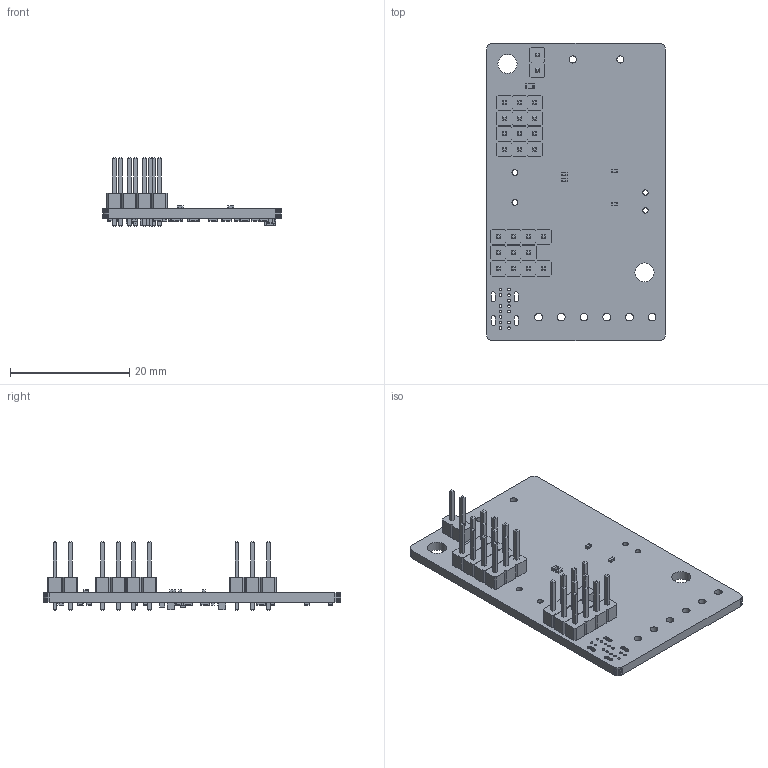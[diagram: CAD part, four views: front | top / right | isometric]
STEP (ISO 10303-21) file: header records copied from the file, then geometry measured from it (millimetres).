
FILE_DESCRIPTION(('KiCad electronic assembly'),'2;1');
FILE_NAME('chronos-polaris-hardware.step','2023-10-25T18:47:43',( 'Pcbnew'),('Kicad'),'Open CASCADE STEP processor 7.6', 'KiCad to STEP converter','Unknown');
FILE_SCHEMA(('AUTOMOTIVE_DESIGN { 1 0 10303 214 1 1 1 1 }'));
Length unit declared in the file: millimetre
Products named in the file (16): chronos-polaris-hardware 1; C_0402_1005Metric; SOLID; R_0603_1608Metric; PinHeader_1x02_P2.54mm_Vertical; PinHeader_1x03_P2.54mm_Vertical; PinHeader_1x04_P2.54mm_Vertical; C_0603_1608Metric; C_0805_2012Metric; chronos-polaris-hardware PCB
Assembly tree (49 placements, depth 3):
  chronos-polaris-hardware 1
    C_0402_1005Metric  x8
      SOLID
    R_0603_1608Metric  x21
      SOLID
    PinHeader_1x02_P2.54mm_Vertical
      SOLID
    PinHeader_1x03_P2.54mm_Vertical  x5
      SOLID
    PinHeader_1x04_P2.54mm_Vertical  x2
      SOLID
    C_0603_1608Metric  x2
      SOLID
    C_0805_2012Metric  x2
      SOLID
    chronos-polaris-hardware PCB
Bounding box: 30 x 50 x 11.54 mm (x, y, z)
Volume: 2794.2 mm3; surface area: 4887.7 mm2
Topology: 42 solids, 42 shells, 1693 faces, 4321 edges, 2786 vertices
Faces by surface type: plane 1328, cylinder 365
Full cylindrical faces by diameter (mm): 0.45 x14, 0.9 x2, 1 x27, 1.2 x2, 1.3 x6, 3.2 x2
Entity records: 36884 total; most frequent: CARTESIAN_POINT 6410, DIRECTION 5243, LINE 3677, VECTOR 3677, ORIENTED_EDGE 2710, PCURVE 2710, DEFINITIONAL_REPRESENTATION 2710, EDGE_CURVE 1355
